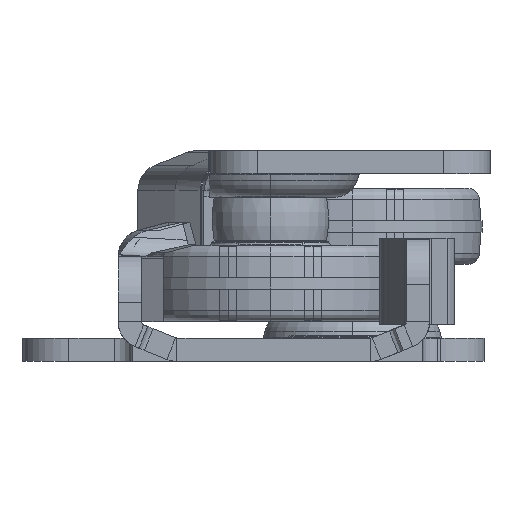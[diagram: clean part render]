
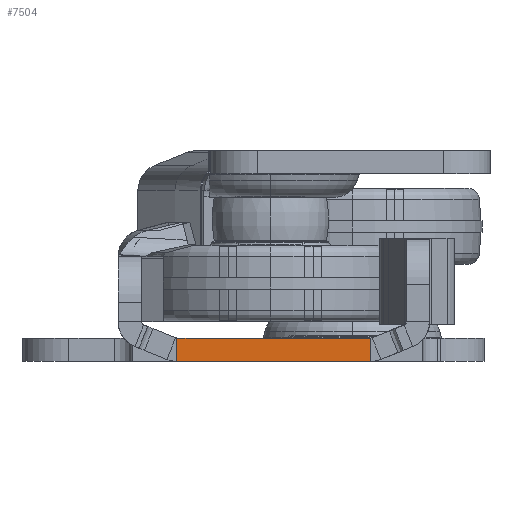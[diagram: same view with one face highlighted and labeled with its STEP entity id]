
A CAD part, left-side view. The second image highlights one B-rep face of the part: STEP entity #7504.
In plain terms, the highlighted planar face has unit normal (-1, 0, 0).
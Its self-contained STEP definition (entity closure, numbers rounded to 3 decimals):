
#19 = CARTESIAN_POINT ( 'NONE',  ( -649.5, -9.522, 0. ) ) ;
#234 = VECTOR ( 'NONE', #15891, 1000. ) ;
#386 = EDGE_LOOP ( 'NONE', ( #7325, #12479, #11645, #11295 ) ) ;
#670 = CARTESIAN_POINT ( 'NONE',  ( -649.5, 7.022, 2. ) ) ;
#861 = VECTOR ( 'NONE', #12645, 1000. ) ;
#1074 = CARTESIAN_POINT ( 'NONE',  ( -649.5, 7.022, 2. ) ) ;
#1789 = CARTESIAN_POINT ( 'NONE',  ( -649.5, -11.5, 2. ) ) ;
#2045 = LINE ( 'NONE', #15482, #6285 ) ;
#4386 = VERTEX_POINT ( 'NONE', #9944 ) ;
#5600 = VERTEX_POINT ( 'NONE', #1074 ) ;
#5910 = DIRECTION ( 'NONE',  ( -1., 0., 0. ) ) ;
#5940 = EDGE_CURVE ( 'NONE', #14180, #14246, #16896, .T. ) ;
#6285 = VECTOR ( 'NONE', #11351, 1000. ) ;
#6664 = LINE ( 'NONE', #11936, #234 ) ;
#7034 = DIRECTION ( 'NONE',  ( 0., 1., 0. ) ) ;
#7211 = LINE ( 'NONE', #670, #861 ) ;
#7325 = ORIENTED_EDGE ( 'NONE', *, *, #13320, .F. ) ;
#7455 = EDGE_CURVE ( 'NONE', #14246, #5600, #7211, .T. ) ;
#7504 = ADVANCED_FACE ( 'NONE', ( #8670 ), #13607, .T. ) ;
#8476 = EDGE_CURVE ( 'NONE', #4386, #5600, #6664, .T. ) ;
#8670 = FACE_OUTER_BOUND ( 'NONE', #386, .T. ) ;
#9944 = CARTESIAN_POINT ( 'NONE',  ( -649.5, -9.522, 2. ) ) ;
#10006 = CARTESIAN_POINT ( 'NONE',  ( -649.5, -21.25, 0. ) ) ;
#10177 = DIRECTION ( 'NONE',  ( 0., 1., 0. ) ) ;
#11295 = ORIENTED_EDGE ( 'NONE', *, *, #5940, .F. ) ;
#11337 = VECTOR ( 'NONE', #10177, 1000. ) ;
#11351 = DIRECTION ( 'NONE',  ( 0., 0., -1. ) ) ;
#11567 = CARTESIAN_POINT ( 'NONE',  ( -649.5, 7.022, 0. ) ) ;
#11584 = AXIS2_PLACEMENT_3D ( 'NONE', #1789, #5910, #7034 ) ;
#11645 = ORIENTED_EDGE ( 'NONE', *, *, #7455, .F. ) ;
#11936 = CARTESIAN_POINT ( 'NONE',  ( -649.5, -11.5, 2. ) ) ;
#12479 = ORIENTED_EDGE ( 'NONE', *, *, #8476, .T. ) ;
#12645 = DIRECTION ( 'NONE',  ( 0., 0., 1. ) ) ;
#13320 = EDGE_CURVE ( 'NONE', #4386, #14180, #2045, .T. ) ;
#13607 = PLANE ( 'NONE',  #11584 ) ;
#14180 = VERTEX_POINT ( 'NONE', #19 ) ;
#14246 = VERTEX_POINT ( 'NONE', #11567 ) ;
#15482 = CARTESIAN_POINT ( 'NONE',  ( -649.5, -9.522, 2. ) ) ;
#15891 = DIRECTION ( 'NONE',  ( 0., 1., 0. ) ) ;
#16896 = LINE ( 'NONE', #10006, #11337 ) ;
